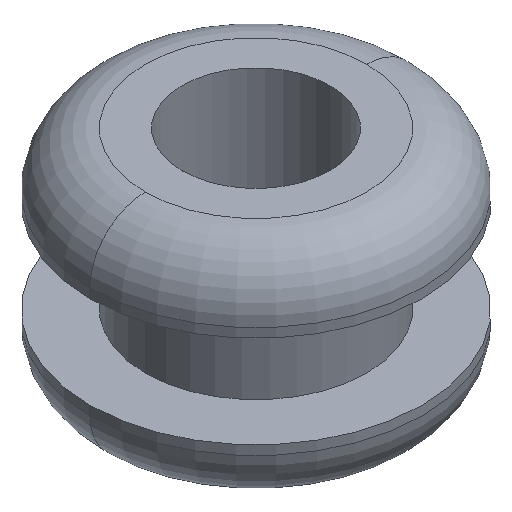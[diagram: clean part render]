
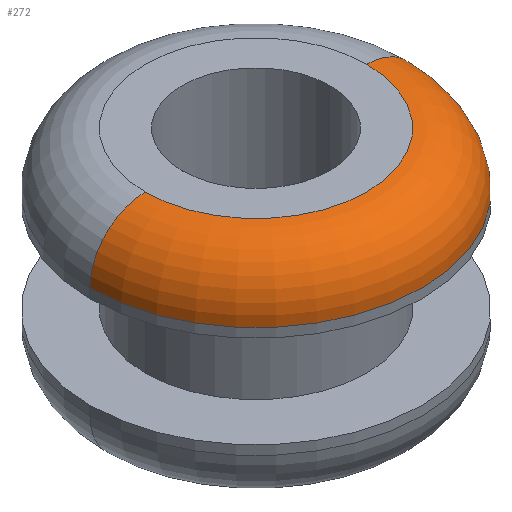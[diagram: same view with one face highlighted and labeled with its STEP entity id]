
A CAD part, isometric view. The second image highlights one B-rep face of the part: STEP entity #272.
In plain terms, the highlighted toroidal (fillet/blend) face has major radius 3 mm and minor radius 1.5 mm.
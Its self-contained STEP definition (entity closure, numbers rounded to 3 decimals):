
#9 = EDGE_CURVE ( 'NONE', #449, #284, #455, .T. ) ;
#11 = AXIS2_PLACEMENT_3D ( 'NONE', #389, #273, #320 ) ;
#13 = CARTESIAN_POINT ( 'NONE',  ( 103.421, 0., 144.623 ) ) ;
#34 = ORIENTED_EDGE ( 'NONE', *, *, #143, .T. ) ;
#37 = TOROIDAL_SURFACE ( 'NONE', #39, 3., 1.5 ) ;
#39 = AXIS2_PLACEMENT_3D ( 'NONE', #13, #344, #175 ) ;
#42 = CIRCLE ( 'NONE', #136, 1.5 ) ;
#58 = DIRECTION ( 'NONE',  ( 0., 0., -1. ) ) ;
#75 = CARTESIAN_POINT ( 'NONE',  ( 98.921, 0., 144.623 ) ) ;
#83 = CIRCLE ( 'NONE', #11, 1.5 ) ;
#98 = DIRECTION ( 'NONE',  ( 0., 0., -1. ) ) ;
#106 = VERTEX_POINT ( 'NONE', #360 ) ;
#126 = FACE_OUTER_BOUND ( 'NONE', #210, .T. ) ;
#136 = AXIS2_PLACEMENT_3D ( 'NONE', #190, #201, #58 ) ;
#143 = EDGE_CURVE ( 'NONE', #106, #284, #42, .T. ) ;
#175 = DIRECTION ( 'NONE',  ( -1., 0., 0. ) ) ;
#190 = CARTESIAN_POINT ( 'NONE',  ( 100.421, 0., 144.623 ) ) ;
#201 = DIRECTION ( 'NONE',  ( 0., -1., 0. ) ) ;
#210 = EDGE_LOOP ( 'NONE', ( #454, #300, #34, #323 ) ) ;
#219 = CIRCLE ( 'NONE', #394, 3. ) ;
#232 = DIRECTION ( 'NONE',  ( -1., 0., 0. ) ) ;
#242 = DIRECTION ( 'NONE',  ( 0., 0., -1. ) ) ;
#247 = CARTESIAN_POINT ( 'NONE',  ( 103.421, 0., 144.623 ) ) ;
#248 = DIRECTION ( 'NONE',  ( -1., 0., 0. ) ) ;
#250 = CARTESIAN_POINT ( 'NONE',  ( 103.421, 0., 146.123 ) ) ;
#251 = EDGE_CURVE ( 'NONE', #413, #106, #219, .T. ) ;
#272 = ADVANCED_FACE ( 'NONE', ( #126 ), #37, .T. ) ;
#273 = DIRECTION ( 'NONE',  ( 0., 1., 0. ) ) ;
#282 = EDGE_CURVE ( 'NONE', #413, #449, #83, .T. ) ;
#284 = VERTEX_POINT ( 'NONE', #75 ) ;
#300 = ORIENTED_EDGE ( 'NONE', *, *, #251, .T. ) ;
#320 = DIRECTION ( 'NONE',  ( -1., 0., 0. ) ) ;
#323 = ORIENTED_EDGE ( 'NONE', *, *, #9, .F. ) ;
#344 = DIRECTION ( 'NONE',  ( 0., 0., -1. ) ) ;
#360 = CARTESIAN_POINT ( 'NONE',  ( 100.421, 0., 146.123 ) ) ;
#367 = CARTESIAN_POINT ( 'NONE',  ( 107.921, 0., 144.623 ) ) ;
#389 = CARTESIAN_POINT ( 'NONE',  ( 106.421, 0., 144.623 ) ) ;
#394 = AXIS2_PLACEMENT_3D ( 'NONE', #250, #98, #248 ) ;
#405 = AXIS2_PLACEMENT_3D ( 'NONE', #247, #242, #232 ) ;
#406 = CARTESIAN_POINT ( 'NONE',  ( 106.421, 0., 146.123 ) ) ;
#413 = VERTEX_POINT ( 'NONE', #406 ) ;
#449 = VERTEX_POINT ( 'NONE', #367 ) ;
#454 = ORIENTED_EDGE ( 'NONE', *, *, #282, .F. ) ;
#455 = CIRCLE ( 'NONE', #405, 4.5 ) ;
